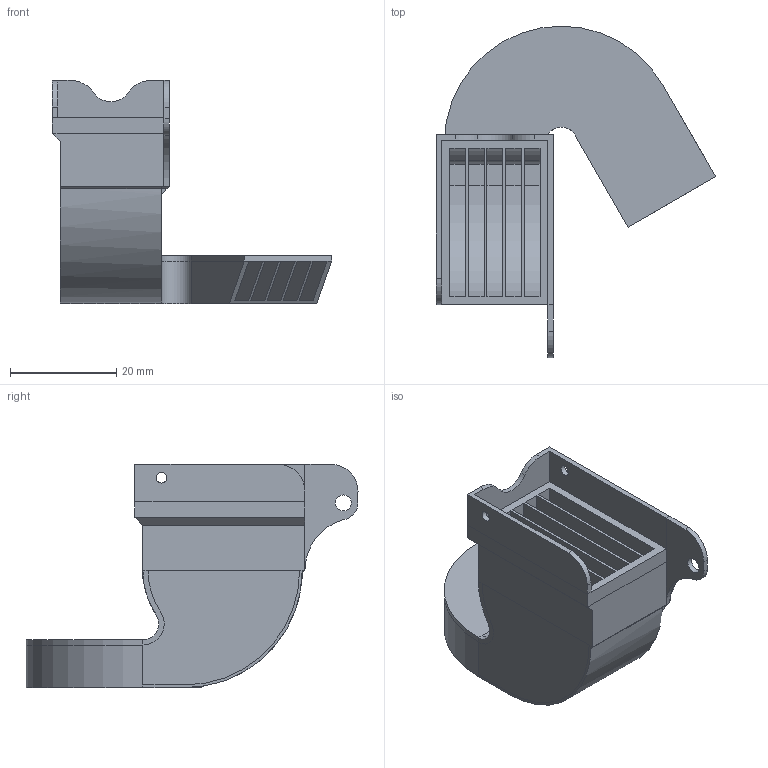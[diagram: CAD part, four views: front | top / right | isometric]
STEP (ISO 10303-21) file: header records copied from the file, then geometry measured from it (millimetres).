
FILE_DESCRIPTION(('FreeCAD Model'),'2;1');
FILE_NAME('CoolerAirRight.step', '2021-01-20T22:14:45',('Author'),(''), 'Open CASCADE STEP processor 7.3','FreeCAD','Unknown');
FILE_SCHEMA(('AUTOMOTIVE_DESIGN { 1 0 10303 214 1 1 1 1 }'));
Length unit declared in the file: millimetre
Products named in the file (1): Pocket006
Bounding box: 52.55 x 62.5 x 42 mm (x, y, z)
Volume: 9336.7 mm3; surface area: 23269.9 mm2
Topology: 1 solids, 1 shells, 208 faces, 557 edges, 346 vertices
Faces by surface type: plane 151, cylinder 57
Full cylindrical faces by diameter (mm): 2 x2, 3 x1
Entity records: 13747 total; most frequent: CARTESIAN_POINT 2724, DIRECTION 2037, LINE 1314, VECTOR 1314, ORIENTED_EDGE 1114, PCURVE 1114, DEFINITIONAL_REPRESENTATION 1114, EDGE_CURVE 557
